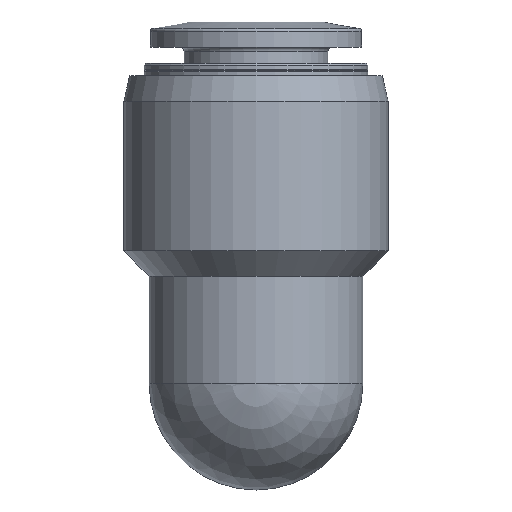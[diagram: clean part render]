
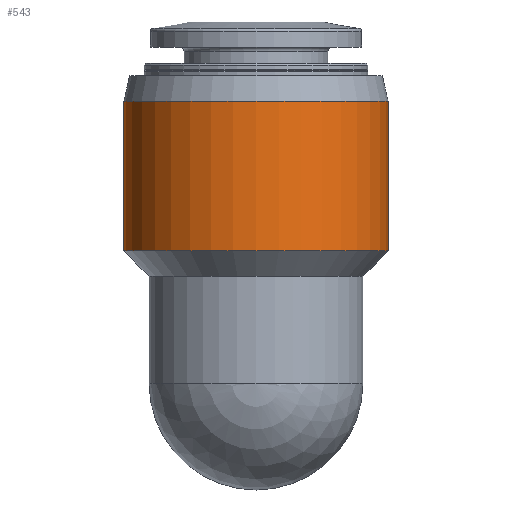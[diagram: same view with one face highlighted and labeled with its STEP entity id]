
A CAD part, left-side view. The second image highlights one B-rep face of the part: STEP entity #543.
In plain terms, the highlighted cylindrical face has radius 10.5 mm (diameter 21 mm), a full revolution.
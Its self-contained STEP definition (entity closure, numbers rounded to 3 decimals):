
#53=ORIENTED_EDGE('',*,*,#118,.F.);
#54=ORIENTED_EDGE('',*,*,#117,.T.);
#117=EDGE_CURVE('',#149,#149,#177,.T.);
#118=EDGE_CURVE('',#150,#150,#178,.T.);
#149=VERTEX_POINT('',#788);
#150=VERTEX_POINT('',#791);
#177=CIRCLE('',#587,10.5);
#178=CIRCLE('',#589,10.5);
#208=EDGE_LOOP('',(#53));
#209=EDGE_LOOP('',(#54));
#265=FACE_BOUND('',#208,.T.);
#266=FACE_BOUND('',#209,.T.);
#317=CYLINDRICAL_SURFACE('',#588,10.5);
#543=ADVANCED_FACE('',(#265,#266),#317,.T.);
#587=AXIS2_PLACEMENT_3D('',#787,#665,#666);
#588=AXIS2_PLACEMENT_3D('',#789,#667,#668);
#589=AXIS2_PLACEMENT_3D('',#790,#669,#670);
#665=DIRECTION('',(0.,0.,1.));
#666=DIRECTION('',(1.,0.,0.));
#667=DIRECTION('',(0.,0.,1.));
#668=DIRECTION('',(1.,0.,0.));
#669=DIRECTION('',(0.,0.,1.));
#670=DIRECTION('',(1.,0.,0.));
#787=CARTESIAN_POINT('',(0.,0.,10.5));
#788=CARTESIAN_POINT('',(10.5,0.,10.5));
#789=CARTESIAN_POINT('',(0.,0.,28.7));
#790=CARTESIAN_POINT('',(0.,0.,22.409));
#791=CARTESIAN_POINT('',(10.5,0.,22.409));
